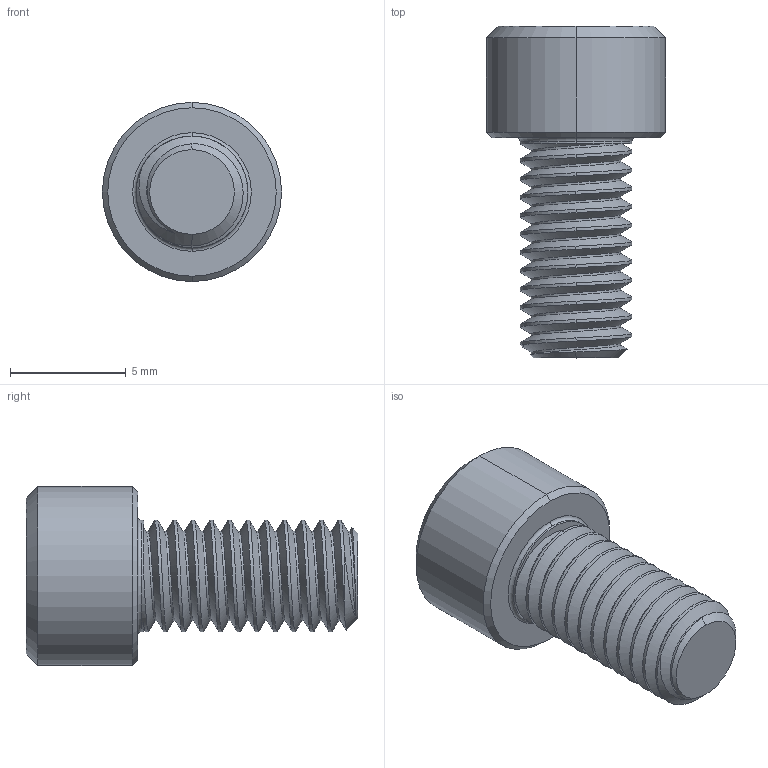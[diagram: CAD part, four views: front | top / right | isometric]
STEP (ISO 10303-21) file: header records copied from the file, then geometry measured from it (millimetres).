
FILE_DESCRIPTION (( 'STEP AP203' ), '1' );
FILE_NAME ('WCP-0265.STEP', '2021-05-12T23:44:03', ( '' ), ( '' ), 'SwSTEP 2.0', 'SolidWorks 2020', '' );
FILE_SCHEMA (( 'CONFIG_CONTROL_DESIGN' ));
Length unit declared in the file: inch
Products named in the file (1): WCP-0265
Bounding box: 7.75 x 14.35 x 7.75 mm (x, y, z)
Volume: 328.7 mm3; surface area: 450.1 mm2
Topology: 1 solids, 1 shells, 55 faces, 136 edges, 86 vertices
Faces by surface type: cylinder 26, cone 13, plane 11, bspline 3, torus 2
Entity records: 8655 total; most frequent: CARTESIAN_POINT 7420, ORIENTED_EDGE 270, DIRECTION 205, EDGE_CURVE 135, VERTEX_POINT 84, AXIS2_PLACEMENT_3D 80, EDGE_LOOP 57, FACE_OUTER_BOUND 55
